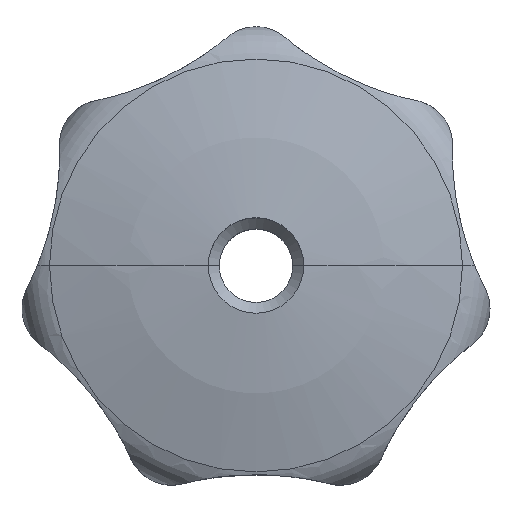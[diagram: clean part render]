
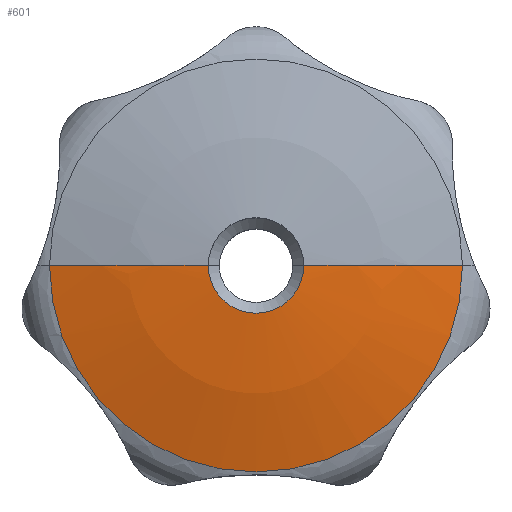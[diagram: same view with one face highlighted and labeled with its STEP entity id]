
A CAD part, top view. The second image highlights one B-rep face of the part: STEP entity #601.
In plain terms, the highlighted spherical face has radius 50 mm.
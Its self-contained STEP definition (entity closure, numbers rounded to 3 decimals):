
#233=EDGE_CURVE('',#257,#595,#636,.T.);
#249=EDGE_CURVE('',#257,#479,#653,.T.);
#257=VERTEX_POINT('',#661);
#443=EDGE_CURVE('',#551,#479,#861,.T.);
#479=VERTEX_POINT('',#902);
#537=EDGE_CURVE('',#551,#595,#964,.T.);
#551=VERTEX_POINT('',#979);
#595=VERTEX_POINT('',#1030);
#601=ADVANCED_FACE('',(#1037),#1038,.T.);
#636=CIRCLE('',#1083,13.83);
#653=CIRCLE('',#1147,50.);
#661=CARTESIAN_POINT('',(-13.83,0.,18.049));
#861=CIRCLE('',#1701,3.2);
#902=CARTESIAN_POINT('',(-3.2,0.,19.897));
#964=CIRCLE('',#1889,50.);
#979=CARTESIAN_POINT('',(3.2,0.,19.897));
#1030=CARTESIAN_POINT('',(13.83,0.,18.049));
#1037=FACE_OUTER_BOUND('',#2033,.T.);
#1038=SPHERICAL_SURFACE('',#2034,50.);
#1083=AXIS2_PLACEMENT_3D('',#2057,#2058,#2059);
#1147=AXIS2_PLACEMENT_3D('',#2074,#2075,#2076);
#1701=AXIS2_PLACEMENT_3D('',#2263,#2264,#2265);
#1889=AXIS2_PLACEMENT_3D('',#2348,#2349,#2350);
#2033=EDGE_LOOP('',(#2449,#2450,#2451,#2452));
#2034=AXIS2_PLACEMENT_3D('',#2453,#2454,#2455);
#2057=CARTESIAN_POINT('',(0.,0.,18.049));
#2058=DIRECTION('',(0.,0.,1.0));
#2059=DIRECTION('',(1.0,0.,0.));
#2074=CARTESIAN_POINT('',(0.,0.,-30.));
#2075=DIRECTION('',(0.,1.0,0.));
#2076=DIRECTION('',(0.0,0.,-1.0));
#2263=CARTESIAN_POINT('',(0.,0.,19.897));
#2264=DIRECTION('',(0.,0.,-1.0));
#2265=DIRECTION('',(1.0,0.,0.));
#2348=CARTESIAN_POINT('',(0.,0.,-30.));
#2349=DIRECTION('',(0.,1.0,0.));
#2350=DIRECTION('',(0.0,0.,-1.0));
#2449=ORIENTED_EDGE('',*,*,#537,.F.);
#2450=ORIENTED_EDGE('',*,*,#443,.T.);
#2451=ORIENTED_EDGE('',*,*,#249,.F.);
#2452=ORIENTED_EDGE('',*,*,#233,.T.);
#2453=CARTESIAN_POINT('',(0.,0.,-30.));
#2454=DIRECTION('',(0.,0.,1.0));
#2455=DIRECTION('',(-1.0,0.,0.0));
